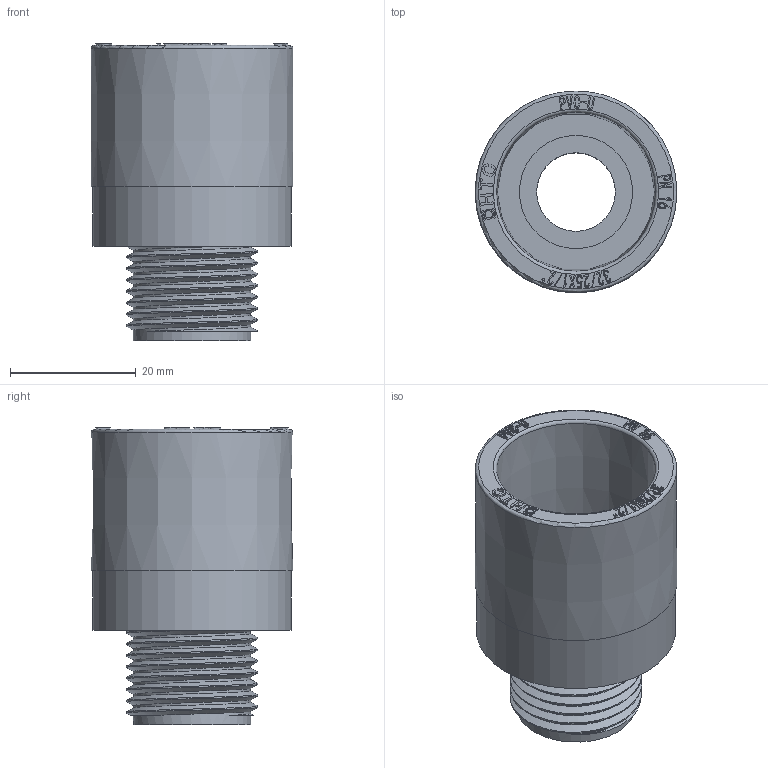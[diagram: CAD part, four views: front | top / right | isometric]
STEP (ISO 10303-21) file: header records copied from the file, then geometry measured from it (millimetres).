
FILE_DESCRIPTION(/* description */ (''),/* implementation_level */ '2;1');
FILE_NAME(/* name */ 'Z7A025020.stp',/* time_stamp */ '2025-10-14T08:12:38+08:00',/* author */ (''),/* organization */ (''),/* preprocessor_version */ 'ST-DEVELOPER v16.7',/* originating_system */ 'SIEMENS PLM Software NX 12.0',/* authorisation */ '');
FILE_SCHEMA (('AUTOMOTIVE_DESIGN { 1 0 10303 214 3 1 1 1 }'));
Length unit declared in the file: millimetre
Products named in the file (1): Admi18A8C8BF3hds
Bounding box: 32.1 x 32.1 x 47.3 mm (x, y, z)
Volume: 16112.5 mm3; surface area: 9002.5 mm2
Topology: 1 solids, 1 shells, 617 faces, 1744 edges, 1162 vertices
Faces by surface type: plane 503, extrusion 89, cylinder 18, torus 3, bspline 2, cone 2
Full cylindrical faces by diameter (mm): 1.167 x1, 1.556 x1, 12.5 x1, 18 x1, 18.631 x8, 31.6 x1
Entity records: 23824 total; most frequent: CARTESIAN_POINT 10236, ORIENTED_EDGE 3410, DIRECTION 1762, EDGE_CURVE 1705, B_SPLINE_CURVE_WITH_KNOTS 1195, VERTEX_POINT 1141, EDGE_LOOP 656, VECTOR 654
